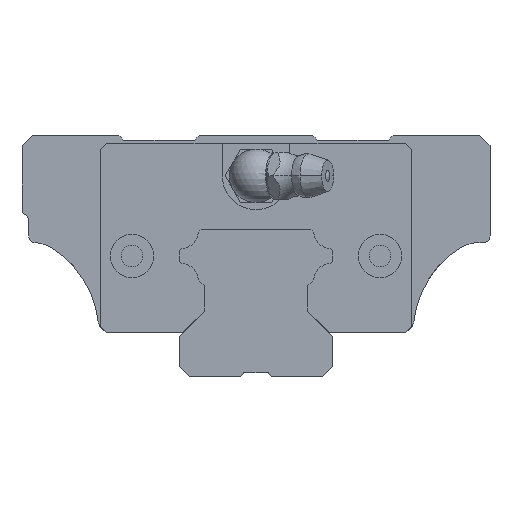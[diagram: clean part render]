
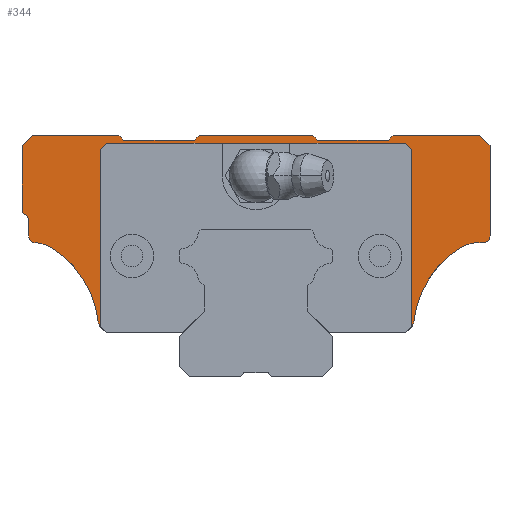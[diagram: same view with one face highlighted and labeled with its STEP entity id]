
A CAD part, front view. The second image highlights one B-rep face of the part: STEP entity #344.
In plain terms, the highlighted planar face has unit normal (0, -1, 0).
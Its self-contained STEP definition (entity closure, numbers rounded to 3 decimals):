
#344=ADVANCED_FACE('',(#797),#798,.T.);
#797=FACE_OUTER_BOUND('',#1417,.T.);
#798=PLANE('',#1418);
#1417=EDGE_LOOP('',(#3063,#3064,#3065,#3066,#3067,#3068,#3069,#3070,#3071,#3072,#3073,#3074,#3075,#3076,#3077,#3078,#3079,#3080,#3081,#3082,#3083,#3084,#3085,#3086,#3087,#3088,#3089,#3090,#3091,#3092,#3093));
#1418=AXIS2_PLACEMENT_3D('',#3094,#3095,#3096);
#3063=ORIENTED_EDGE('',*,*,#4383,.F.);
#3064=ORIENTED_EDGE('',*,*,#4234,.T.);
#3065=ORIENTED_EDGE('',*,*,#4357,.T.);
#3066=ORIENTED_EDGE('',*,*,#4387,.T.);
#3067=ORIENTED_EDGE('',*,*,#4270,.T.);
#3068=ORIENTED_EDGE('',*,*,#4184,.F.);
#3069=ORIENTED_EDGE('',*,*,#4382,.F.);
#3070=ORIENTED_EDGE('',*,*,#4324,.F.);
#3071=ORIENTED_EDGE('',*,*,#4344,.F.);
#3072=ORIENTED_EDGE('',*,*,#4230,.F.);
#3073=ORIENTED_EDGE('',*,*,#4052,.F.);
#3074=ORIENTED_EDGE('',*,*,#4380,.F.);
#3075=ORIENTED_EDGE('',*,*,#4277,.F.);
#3076=ORIENTED_EDGE('',*,*,#4320,.F.);
#3077=ORIENTED_EDGE('',*,*,#4165,.F.);
#3078=ORIENTED_EDGE('',*,*,#4330,.F.);
#3079=ORIENTED_EDGE('',*,*,#4389,.F.);
#3080=ORIENTED_EDGE('',*,*,#4118,.F.);
#3081=ORIENTED_EDGE('',*,*,#4376,.F.);
#3082=ORIENTED_EDGE('',*,*,#4390,.F.);
#3083=ORIENTED_EDGE('',*,*,#4391,.F.);
#3084=ORIENTED_EDGE('',*,*,#4037,.F.);
#3085=ORIENTED_EDGE('',*,*,#4099,.F.);
#3086=ORIENTED_EDGE('',*,*,#4392,.F.);
#3087=ORIENTED_EDGE('',*,*,#4379,.F.);
#3088=ORIENTED_EDGE('',*,*,#4393,.F.);
#3089=ORIENTED_EDGE('',*,*,#4298,.F.);
#3090=ORIENTED_EDGE('',*,*,#4311,.F.);
#3091=ORIENTED_EDGE('',*,*,#4269,.F.);
#3092=ORIENTED_EDGE('',*,*,#4386,.F.);
#3093=ORIENTED_EDGE('',*,*,#4079,.F.);
#3094=CARTESIAN_POINT('',(-35.,-39.0,23.268));
#3095=DIRECTION('',(0.0,-1.0,0.0));
#3096=DIRECTION('',(0.0,0.0,-1.0));
#4037=EDGE_CURVE('',#4915,#4917,#4918,.T.);
#4052=EDGE_CURVE('',#4943,#4945,#4946,.T.);
#4079=EDGE_CURVE('',#4991,#4993,#4994,.T.);
#4099=EDGE_CURVE('',#5028,#4915,#5030,.T.);
#4118=EDGE_CURVE('',#5061,#5063,#5064,.T.);
#4165=EDGE_CURVE('',#5144,#5146,#5147,.T.);
#4184=EDGE_CURVE('',#5177,#5179,#5180,.T.);
#4230=EDGE_CURVE('',#4945,#5254,#5255,.T.);
#4234=EDGE_CURVE('',#5259,#5260,#5261,.T.);
#4269=EDGE_CURVE('',#5315,#5310,#5317,.T.);
#4270=EDGE_CURVE('',#5318,#5179,#5319,.T.);
#4277=EDGE_CURVE('',#5328,#5330,#5331,.T.);
#4298=EDGE_CURVE('',#5358,#5356,#5360,.T.);
#4311=EDGE_CURVE('',#5310,#5358,#5378,.T.);
#4320=EDGE_CURVE('',#5146,#5328,#5389,.T.);
#4324=EDGE_CURVE('',#5395,#5390,#5397,.T.);
#4330=EDGE_CURVE('',#5403,#5144,#5405,.T.);
#4344=EDGE_CURVE('',#5254,#5395,#5423,.T.);
#4357=EDGE_CURVE('',#5260,#5441,#5443,.T.);
#4376=EDGE_CURVE('',#5464,#5061,#5466,.T.);
#4379=EDGE_CURVE('',#5469,#5467,#5471,.T.);
#4380=EDGE_CURVE('',#5330,#4943,#5472,.T.);
#4382=EDGE_CURVE('',#5390,#5177,#5474,.T.);
#4383=EDGE_CURVE('',#5259,#4991,#5475,.T.);
#4386=EDGE_CURVE('',#4993,#5315,#5478,.T.);
#4387=EDGE_CURVE('',#5441,#5318,#5479,.T.);
#4389=EDGE_CURVE('',#5063,#5403,#5481,.T.);
#4390=EDGE_CURVE('',#5482,#5464,#5483,.T.);
#4391=EDGE_CURVE('',#4917,#5482,#5484,.T.);
#4392=EDGE_CURVE('',#5467,#5028,#5485,.T.);
#4393=EDGE_CURVE('',#5356,#5469,#5486,.T.);
#4915=VERTEX_POINT('',#6509);
#4917=VERTEX_POINT('',#6512);
#4918=LINE('',#6513,#6514);
#4943=VERTEX_POINT('',#6550);
#4945=VERTEX_POINT('',#6553);
#4946=LINE('',#6554,#6555);
#4991=VERTEX_POINT('',#6670);
#4993=VERTEX_POINT('',#6672);
#4994=CIRCLE('',#6673,2.);
#5028=VERTEX_POINT('',#6725);
#5030=LINE('',#6728,#6729);
#5061=VERTEX_POINT('',#6774);
#5063=VERTEX_POINT('',#6777);
#5064=LINE('',#6778,#6779);
#5144=VERTEX_POINT('',#6919);
#5146=VERTEX_POINT('',#6922);
#5147=LINE('',#6923,#6924);
#5177=VERTEX_POINT('',#6992);
#5179=VERTEX_POINT('',#6995);
#5180=CIRCLE('',#6996,2.);
#5254=VERTEX_POINT('',#7100);
#5255=CIRCLE('',#7101,1.);
#5259=VERTEX_POINT('',#7108);
#5260=VERTEX_POINT('',#7109);
#5261=LINE('',#7110,#7111);
#5310=VERTEX_POINT('',#7181);
#5315=VERTEX_POINT('',#7187);
#5317=CIRCLE('',#7190,5.);
#5318=VERTEX_POINT('',#7191);
#5319=LINE('',#7192,#7193);
#5328=VERTEX_POINT('',#7205);
#5330=VERTEX_POINT('',#7208);
#5331=LINE('',#7209,#7210);
#5356=VERTEX_POINT('',#7245);
#5358=VERTEX_POINT('',#7248);
#5360=LINE('',#7251,#7252);
#5378=CIRCLE('',#7271,1.);
#5389=LINE('',#7289,#7290);
#5390=VERTEX_POINT('',#7291);
#5395=VERTEX_POINT('',#7297);
#5397=CIRCLE('',#7300,5.);
#5403=VERTEX_POINT('',#7309);
#5405=LINE('',#7312,#7313);
#5423=LINE('',#7340,#7341);
#5441=VERTEX_POINT('',#7364);
#5443=LINE('',#7367,#7368);
#5464=VERTEX_POINT('',#7402);
#5466=LINE('',#7405,#7406);
#5467=VERTEX_POINT('',#7407);
#5469=VERTEX_POINT('',#7410);
#5471=LINE('',#7413,#7414);
#5472=LINE('',#7415,#7416);
#5474=CIRCLE('',#7418,15.);
#5475=LINE('',#7419,#7420);
#5478=CIRCLE('',#7425,15.);
#5479=LINE('',#7426,#7427);
#5481=LINE('',#7430,#7431);
#5482=VERTEX_POINT('',#7432);
#5483=LINE('',#7433,#7434);
#5484=LINE('',#7435,#7436);
#5485=CIRCLE('',#7437,1.);
#5486=CIRCLE('',#7438,1.);
#6509=CARTESIAN_POINT('',(-35.0,-39.0,34.5));
#6512=CARTESIAN_POINT('',(-33.5,-39.0,36.));
#6513=CARTESIAN_POINT('',(-35.0,-39.0,34.5));
#6514=VECTOR('',#8167,1000.0);
#6550=CARTESIAN_POINT('',(35.0,-39.0,34.5));
#6553=CARTESIAN_POINT('',(35.0,-39.0,21.));
#6554=CARTESIAN_POINT('',(35.0,-39.0,34.5));
#6555=VECTOR('',#8186,1000.0);
#6670=CARTESIAN_POINT('',(-23.3,-39.0,7.418));
#6672=CARTESIAN_POINT('',(-23.604,-39.0,8.265));
#6673=AXIS2_PLACEMENT_3D('',#8234,#8235,#8236);
#6725=CARTESIAN_POINT('',(-35.0,-39.0,25.));
#6728=CARTESIAN_POINT('',(-35.0,-39.0,25.));
#6729=VECTOR('',#8256,1000.0);
#6774=CARTESIAN_POINT('',(-9.2,-39.0,35.3));
#6777=CARTESIAN_POINT('',(-8.5,-39.0,36.));
#6778=CARTESIAN_POINT('',(-9.2,-39.0,35.3));
#6779=VECTOR('',#8281,1000.0);
#6919=CARTESIAN_POINT('',(9.2,-39.0,35.3));
#6922=CARTESIAN_POINT('',(19.8,-39.0,35.3));
#6923=CARTESIAN_POINT('',(9.2,-39.0,35.3));
#6924=VECTOR('',#8349,1000.0);
#6992=CARTESIAN_POINT('',(23.604,-39.0,8.265));
#6995=CARTESIAN_POINT('',(23.3,-39.0,7.418));
#6996=AXIS2_PLACEMENT_3D('',#8377,#8378,#8379);
#7100=CARTESIAN_POINT('',(34.0,-39.0,20.));
#7101=AXIS2_PLACEMENT_3D('',#8455,#8456,#8457);
#7108=CARTESIAN_POINT('',(-23.3,-39.0,34.));
#7109=CARTESIAN_POINT('',(-22.4,-39.0,34.9));
#7110=CARTESIAN_POINT('',(-23.3,-39.0,34.));
#7111=VECTOR('',#8461,1000.0);
#7181=CARTESIAN_POINT('',(-33.04,-39.0,20.001));
#7187=CARTESIAN_POINT('',(-30.598,-39.0,19.25));
#7190=AXIS2_PLACEMENT_3D('',#8518,#8519,#8520);
#7191=CARTESIAN_POINT('',(23.3,-39.0,34.));
#7192=CARTESIAN_POINT('',(23.3,-39.0,34.));
#7193=VECTOR('',#8521,1000.0);
#7205=CARTESIAN_POINT('',(20.5,-39.0,36.));
#7208=CARTESIAN_POINT('',(33.5,-39.0,36.));
#7209=CARTESIAN_POINT('',(20.5,-39.0,36.));
#7210=VECTOR('',#8532,1000.0);
#7245=CARTESIAN_POINT('',(-34.0,-39.0,23.268));
#7248=CARTESIAN_POINT('',(-34.0,-39.0,21.));
#7251=CARTESIAN_POINT('',(-34.0,-39.0,21.));
#7252=VECTOR('',#8569,1000.0);
#7271=AXIS2_PLACEMENT_3D('',#8604,#8605,#8606);
#7289=CARTESIAN_POINT('',(19.8,-39.0,35.3));
#7290=VECTOR('',#8617,1000.0);
#7291=CARTESIAN_POINT('',(30.61,-39.0,19.257));
#7297=CARTESIAN_POINT('',(33.021,-39.0,20.));
#7300=AXIS2_PLACEMENT_3D('',#8623,#8624,#8625);
#7309=CARTESIAN_POINT('',(8.5,-39.0,36.));
#7312=CARTESIAN_POINT('',(8.5,-39.0,36.));
#7313=VECTOR('',#8633,1000.0);
#7340=CARTESIAN_POINT('',(34.0,-39.0,20.));
#7341=VECTOR('',#8655,1000.0);
#7364=CARTESIAN_POINT('',(22.4,-39.0,34.9));
#7367=CARTESIAN_POINT('',(-22.4,-39.0,34.9));
#7368=VECTOR('',#8680,1000.0);
#7402=CARTESIAN_POINT('',(-19.8,-39.0,35.3));
#7405=CARTESIAN_POINT('',(-19.8,-39.0,35.3));
#7406=VECTOR('',#8714,1000.0);
#7407=CARTESIAN_POINT('',(-34.5,-39.0,24.134));
#7410=CARTESIAN_POINT('',(-34.499,-39.0,24.133));
#7413=CARTESIAN_POINT('',(-34.499,-39.0,24.133));
#7414=VECTOR('',#8717,1000.0);
#7415=CARTESIAN_POINT('',(33.5,-39.0,36.));
#7416=VECTOR('',#8718,1000.0);
#7418=AXIS2_PLACEMENT_3D('',#8722,#8723,#8724);
#7419=CARTESIAN_POINT('',(-23.3,-39.0,34.));
#7420=VECTOR('',#8725,1000.0);
#7425=AXIS2_PLACEMENT_3D('',#8728,#8729,#8730);
#7426=CARTESIAN_POINT('',(22.4,-39.0,34.9));
#7427=VECTOR('',#8731,1000.0);
#7430=CARTESIAN_POINT('',(-8.5,-39.0,36.));
#7431=VECTOR('',#8733,1000.0);
#7432=CARTESIAN_POINT('',(-20.5,-39.0,36.));
#7433=CARTESIAN_POINT('',(-20.5,-39.0,36.));
#7434=VECTOR('',#8734,1000.0);
#7435=CARTESIAN_POINT('',(-33.5,-39.0,36.));
#7436=VECTOR('',#8735,1000.0);
#7437=AXIS2_PLACEMENT_3D('',#8736,#8737,#8738);
#7438=AXIS2_PLACEMENT_3D('',#8739,#8740,#8741);
#8167=DIRECTION('',(0.707,0.0,0.707));
#8186=DIRECTION('',(0.,0.0,-1.0));
#8234=CARTESIAN_POINT('',(-21.618,-39.0,8.5));
#8235=DIRECTION('',(0.0,1.0,0.0));
#8236=DIRECTION('',(1.0,0.0,0.0));
#8256=DIRECTION('',(0.,0.0,1.0));
#8281=DIRECTION('',(0.707,0.0,0.707));
#8349=DIRECTION('',(1.0,0.0,0.));
#8377=CARTESIAN_POINT('',(21.618,-39.0,8.5));
#8378=DIRECTION('',(0.0,1.0,0.0));
#8379=DIRECTION('',(1.0,0.0,0.0));
#8455=CARTESIAN_POINT('',(34.0,-39.0,21.));
#8456=DIRECTION('',(0.0,1.0,0.0));
#8457=DIRECTION('',(1.0,0.0,0.0));
#8461=DIRECTION('',(0.707,0.0,0.707));
#8518=CARTESIAN_POINT('',(-33.24,-39.0,15.005));
#8519=DIRECTION('',(0.0,-1.0,0.0));
#8520=DIRECTION('',(1.0,0.0,0.0));
#8521=DIRECTION('',(0.0,0.0,-1.0));
#8532=DIRECTION('',(1.0,0.0,0.0));
#8569=DIRECTION('',(0.,0.0,1.0));
#8604=CARTESIAN_POINT('',(-33.0,-39.0,21.));
#8605=DIRECTION('',(0.0,1.0,0.0));
#8606=DIRECTION('',(1.0,0.0,0.0));
#8617=DIRECTION('',(0.707,0.0,0.707));
#8623=CARTESIAN_POINT('',(33.24,-39.0,15.005));
#8624=DIRECTION('',(0.0,-1.0,0.0));
#8625=DIRECTION('',(1.0,0.0,0.0));
#8633=DIRECTION('',(0.707,0.0,-0.707));
#8655=DIRECTION('',(-1.0,0.0,0.0));
#8680=DIRECTION('',(1.0,0.0,0.0));
#8714=DIRECTION('',(1.0,0.0,0.0));
#8717=DIRECTION('',(-0.914,0.0,0.407));
#8718=DIRECTION('',(0.707,0.0,-0.707));
#8722=CARTESIAN_POINT('',(38.5,-39.0,6.5));
#8723=DIRECTION('',(0.0,-1.0,0.0));
#8724=DIRECTION('',(1.0,0.0,0.));
#8725=DIRECTION('',(0.0,0.0,-1.0));
#8728=CARTESIAN_POINT('',(-38.5,-39.0,6.5));
#8729=DIRECTION('',(0.0,-1.0,0.0));
#8730=DIRECTION('',(1.0,0.0,0.));
#8731=DIRECTION('',(0.707,0.0,-0.707));
#8733=DIRECTION('',(1.0,0.0,0.0));
#8734=DIRECTION('',(0.707,0.0,-0.707));
#8735=DIRECTION('',(1.0,0.0,0.0));
#8736=CARTESIAN_POINT('',(-34.,-39.0,25.));
#8737=DIRECTION('',(0.0,1.0,0.0));
#8738=DIRECTION('',(1.0,0.0,0.0));
#8739=CARTESIAN_POINT('',(-35.,-39.0,23.268));
#8740=DIRECTION('',(0.0,-1.0,0.0));
#8741=DIRECTION('',(1.0,0.0,0.0));
